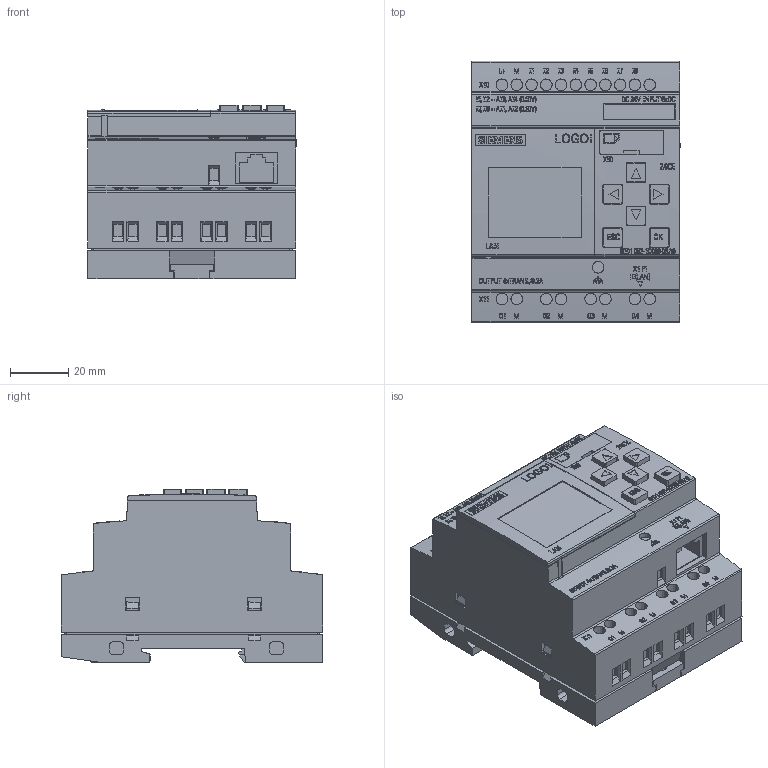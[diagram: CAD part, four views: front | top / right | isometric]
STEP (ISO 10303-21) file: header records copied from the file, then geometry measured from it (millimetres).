
FILE_DESCRIPTION(/* description */ (''),/* implementation_level */ '2;1');
FILE_NAME(/* name */ '6ED1052-1CC08-0BA2_3d.stp',/* time_stamp */ '2024-01-15T22:03:04+08:00',/* author */ (''),/* organization */ (''),/* preprocessor_version */ 'ST-DEVELOPER v18.102',/* originating_system */ 'SIEMENS PLM Software NX 2023',/* authorisation */ '');
FILE_SCHEMA (('AUTOMOTIVE_DESIGN { 1 0 10303 214 3 1 1 1 }'));
Products named in the file (4): A5E53512737A_RS-AA_001_2-Labeling; A5E35212843A_RS-AA_003_2-Cover_connector; A5E35094006A_RS-AA_004_2-Housing; A5E53512732A_RS-AA_001_2-CAx_6ED10521CC080BA2
Assembly tree (3 placements, depth 2):
  A5E53512732A_RS-AA_001_2-CAx_6ED10521CC080BA2
    A5E35094006A_RS-AA_004_2-Housing
    A5E35212843A_RS-AA_003_2-Cover_connector
    A5E53512737A_RS-AA_001_2-Labeling
Bounding box: 71.6 x 90 x 59.8 mm (x, y, z)
Volume: 294151.5 mm3; surface area: 40764.9 mm2
Topology: 173 solids, 173 shells, 2848 faces, 7128 edges, 4721 vertices
Faces by surface type: plane 1891, extrusion 537, cylinder 420
Full cylindrical faces by diameter (mm): 4.3 x2, 5.1 x1
Entity records: 131374 total; most frequent: CARTESIAN_POINT 42849, ORIENTED_EDGE 14244, DIRECTION 12684, EDGE_CURVE 7122, VERTEX_POINT 4718, VECTOR 4678, LINE 4141, AXIS2_PLACEMENT_3D 4003
